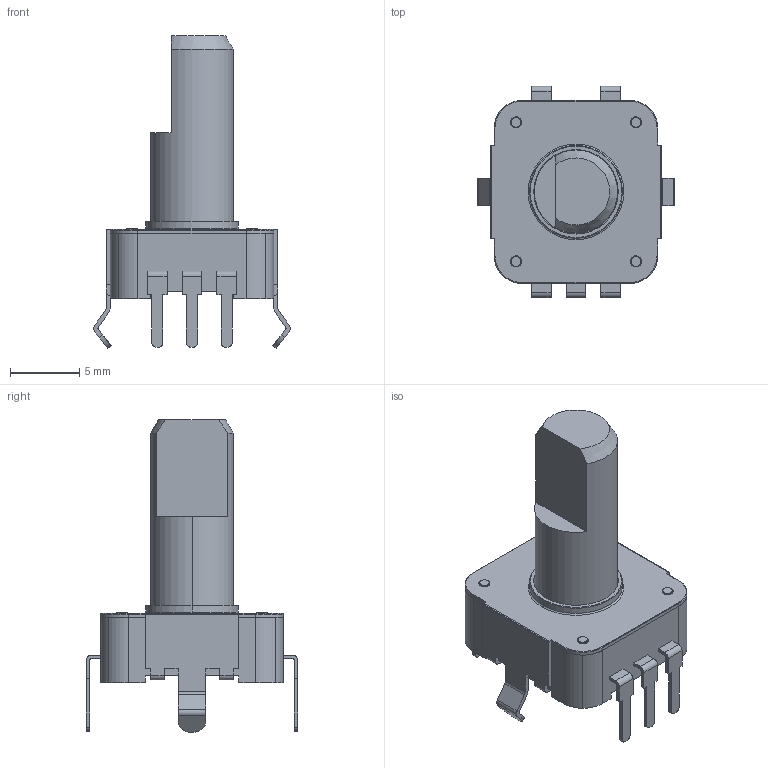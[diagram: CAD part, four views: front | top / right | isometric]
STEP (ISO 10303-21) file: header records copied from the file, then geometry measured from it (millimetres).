
FILE_DESCRIPTION (( 'STEP AP203' ), '1' );
FILE_NAME ('EC12S 24_24 14mm.STEP', '2022-07-04T09:19:02', ( '' ), ( '' ), 'SwSTEP 2.0', 'SolidWorks 2021', '' );
FILE_SCHEMA (( 'CONFIG_CONTROL_DESIGN' ));
Length unit declared in the file: millimetre
Products named in the file (1): EC12S 24_24 14mm
Bounding box: 14.18 x 15.25 x 22.59 mm (x, y, z)
Volume: 1080.2 mm3; surface area: 1365.5 mm2
Topology: 7 solids, 7 shells, 299 faces, 801 edges, 526 vertices
Faces by surface type: plane 170, cylinder 112, cone 9, torus 8
Entity records: 9437 total; most frequent: DIRECTION 1646, CARTESIAN_POINT 1633, ORIENTED_EDGE 1602, EDGE_CURVE 801, LINE 552, VECTOR 552, AXIS2_PLACEMENT_3D 547, VERTEX_POINT 526
